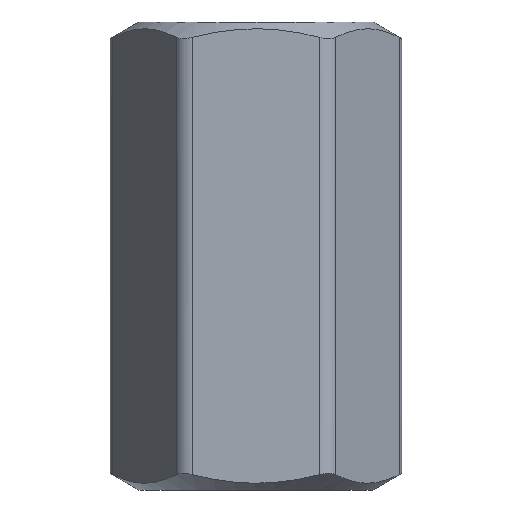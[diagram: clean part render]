
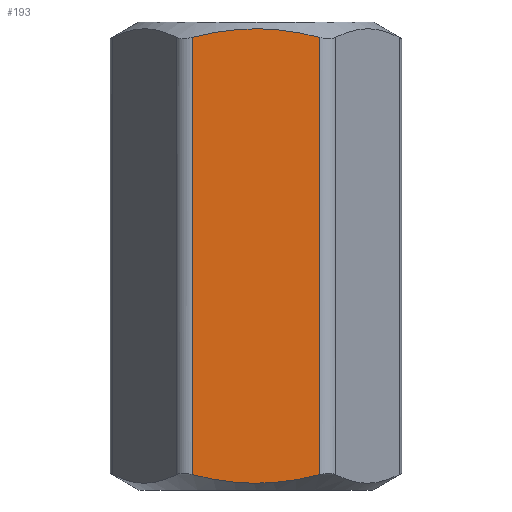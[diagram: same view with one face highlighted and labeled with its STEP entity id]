
A CAD part, left-side view. The second image highlights one B-rep face of the part: STEP entity #193.
In plain terms, the highlighted planar face has unit normal (-1, 0, 0).
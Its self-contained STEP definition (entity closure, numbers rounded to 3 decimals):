
#193=ADVANCED_FACE('',(#344),#346,.T.);
#344=FACE_BOUND('',#345,.T.);
#345=EDGE_LOOP('',(#452,#453,#454,#455));
#346=PLANE('',#347);
#347=AXIS2_PLACEMENT_3D('',#348,#349,#350);
#348=CARTESIAN_POINT('',(-2.75,1.357,-10.));
#349=DIRECTION('',(-1.,0.,0.));
#350=DIRECTION('',(0.,-1.,0.));
#452=ORIENTED_EDGE('',*,*,#490,.T.);
#453=ORIENTED_EDGE('',*,*,#507,.T.);
#454=ORIENTED_EDGE('',*,*,#475,.T.);
#455=ORIENTED_EDGE('',*,*,#506,.F.);
#475=EDGE_CURVE('',#531,#529,#532,.T.);
#490=EDGE_CURVE('',#561,#559,#562,.T.);
#506=EDGE_CURVE('',#561,#529,#582,.T.);
#507=EDGE_CURVE('',#559,#531,#583,.T.);
#529=VERTEX_POINT('',#706);
#531=VERTEX_POINT('',#717);
#532=B_SPLINE_CURVE_WITH_KNOTS('',3,
(#718,#719,#720,#721,#722,#723,#724,#725,#726,#727,#728,#729,#730,#731,#732,#733,
#734,#735,#736,#737,#738,#739,#740,#741,#742,#743,#744,#745,#746,#747,#748,#749),
.UNSPECIFIED.,.F.,.F.,
(4,1,1,1,1,1,1,1,1,1,1,1,1,1,1,1,1,1,1,1,1,1,1,1,1,1,1,1,1,4),
(0.,0.016,0.041,0.082,0.143,0.221,
0.307,0.377,0.428,0.46,0.49,
0.517,0.545,0.573,0.601,0.638,
0.675,0.711,0.737,0.762,0.787,
0.811,0.841,0.871,0.9,0.92,
0.941,0.961,0.981,1.),
.UNSPECIFIED.);
#559=VERTEX_POINT('',#989);
#561=VERTEX_POINT('',#1000);
#562=B_SPLINE_CURVE_WITH_KNOTS('',3,
(#1001,#1002,#1003,#1004,#1005,#1006,#1007,#1008,#1009,#1010,#1011,#1012,#1013,#1014,
#1015,#1016,#1017,#1018,#1019,#1020,#1021,#1022,#1023,#1024,#1025,#1026,#1027,#1028,
#1029,#1030,#1031,#1032),
.UNSPECIFIED.,.F.,.F.,
(4,1,1,1,1,1,1,1,1,1,1,1,1,1,1,1,1,1,1,1,1,1,1,1,1,1,1,1,1,4),
(0.,0.016,0.041,0.082,0.143,0.221,
0.307,0.377,0.428,0.46,0.49,
0.517,0.545,0.573,0.601,0.638,
0.675,0.711,0.737,0.762,0.787,
0.811,0.841,0.871,0.9,0.92,
0.941,0.961,0.981,1.),
.UNSPECIFIED.);
#582=LINE('',#1162,#1163);
#583=LINE('',#1165,#1166);
#706=CARTESIAN_POINT('',(-2.75,1.357,-0.327));
#717=CARTESIAN_POINT('',(-2.75,-1.357,-0.327));
#718=CARTESIAN_POINT('',(-2.75,-1.357,-0.327));
#719=CARTESIAN_POINT('',(-2.75,-1.342,-0.323));
#720=CARTESIAN_POINT('',(-2.75,-1.306,-0.314));
#721=CARTESIAN_POINT('',(-2.75,-1.233,-0.296));
#722=CARTESIAN_POINT('',(-2.75,-1.12,-0.271));
#723=CARTESIAN_POINT('',(-2.75,-0.959,-0.237));
#724=CARTESIAN_POINT('',(-2.75,-0.756,-0.202));
#725=CARTESIAN_POINT('',(-2.75,-0.543,-0.173));
#726=CARTESIAN_POINT('',(-2.75,-0.354,-0.157));
#727=CARTESIAN_POINT('',(-2.75,-0.214,-0.149));
#728=CARTESIAN_POINT('',(-2.75,-0.111,-0.145));
#729=CARTESIAN_POINT('',(-2.75,-0.029,-0.144));
#730=CARTESIAN_POINT('',(-2.75,0.048,-0.144));
#731=CARTESIAN_POINT('',(-2.75,0.124,-0.146));
#732=CARTESIAN_POINT('',(-2.75,0.201,-0.148));
#733=CARTESIAN_POINT('',(-2.75,0.286,-0.153));
#734=CARTESIAN_POINT('',(-2.75,0.379,-0.159));
#735=CARTESIAN_POINT('',(-2.75,0.479,-0.168));
#736=CARTESIAN_POINT('',(-2.75,0.568,-0.178));
#737=CARTESIAN_POINT('',(-2.75,0.648,-0.188));
#738=CARTESIAN_POINT('',(-2.75,0.716,-0.197));
#739=CARTESIAN_POINT('',(-2.75,0.783,-0.207));
#740=CARTESIAN_POINT('',(-2.75,0.854,-0.219));
#741=CARTESIAN_POINT('',(-2.75,0.93,-0.233));
#742=CARTESIAN_POINT('',(-2.75,1.01,-0.248));
#743=CARTESIAN_POINT('',(-2.75,1.082,-0.263));
#744=CARTESIAN_POINT('',(-2.75,1.144,-0.276));
#745=CARTESIAN_POINT('',(-2.75,1.199,-0.289));
#746=CARTESIAN_POINT('',(-2.75,1.252,-0.301));
#747=CARTESIAN_POINT('',(-2.75,1.305,-0.314));
#748=CARTESIAN_POINT('',(-2.75,1.34,-0.323));
#749=CARTESIAN_POINT('',(-2.75,1.357,-0.327));
#989=CARTESIAN_POINT('',(-2.75,-1.357,-9.673));
#1000=CARTESIAN_POINT('',(-2.75,1.357,-9.673));
#1001=CARTESIAN_POINT('',(-2.75,1.357,-9.673));
#1002=CARTESIAN_POINT('',(-2.75,1.342,-9.677));
#1003=CARTESIAN_POINT('',(-2.75,1.306,-9.686));
#1004=CARTESIAN_POINT('',(-2.75,1.233,-9.704));
#1005=CARTESIAN_POINT('',(-2.75,1.12,-9.729));
#1006=CARTESIAN_POINT('',(-2.75,0.959,-9.763));
#1007=CARTESIAN_POINT('',(-2.75,0.756,-9.798));
#1008=CARTESIAN_POINT('',(-2.75,0.543,-9.827));
#1009=CARTESIAN_POINT('',(-2.75,0.354,-9.843));
#1010=CARTESIAN_POINT('',(-2.75,0.214,-9.851));
#1011=CARTESIAN_POINT('',(-2.75,0.111,-9.855));
#1012=CARTESIAN_POINT('',(-2.75,0.029,-9.856));
#1013=CARTESIAN_POINT('',(-2.75,-0.048,-9.856));
#1014=CARTESIAN_POINT('',(-2.75,-0.124,-9.854));
#1015=CARTESIAN_POINT('',(-2.75,-0.201,-9.852));
#1016=CARTESIAN_POINT('',(-2.75,-0.286,-9.847));
#1017=CARTESIAN_POINT('',(-2.75,-0.379,-9.841));
#1018=CARTESIAN_POINT('',(-2.75,-0.479,-9.832));
#1019=CARTESIAN_POINT('',(-2.75,-0.568,-9.822));
#1020=CARTESIAN_POINT('',(-2.75,-0.648,-9.812));
#1021=CARTESIAN_POINT('',(-2.75,-0.716,-9.803));
#1022=CARTESIAN_POINT('',(-2.75,-0.783,-9.793));
#1023=CARTESIAN_POINT('',(-2.75,-0.854,-9.781));
#1024=CARTESIAN_POINT('',(-2.75,-0.93,-9.767));
#1025=CARTESIAN_POINT('',(-2.75,-1.01,-9.752));
#1026=CARTESIAN_POINT('',(-2.75,-1.082,-9.737));
#1027=CARTESIAN_POINT('',(-2.75,-1.144,-9.724));
#1028=CARTESIAN_POINT('',(-2.75,-1.199,-9.711));
#1029=CARTESIAN_POINT('',(-2.75,-1.252,-9.699));
#1030=CARTESIAN_POINT('',(-2.75,-1.305,-9.686));
#1031=CARTESIAN_POINT('',(-2.75,-1.34,-9.677));
#1032=CARTESIAN_POINT('',(-2.75,-1.357,-9.673));
#1162=CARTESIAN_POINT('',(-2.75,1.357,-9.673));
#1163=VECTOR('',#1164,1.);
#1164=DIRECTION('',(0.,0.,1.));
#1165=CARTESIAN_POINT('',(-2.75,-1.357,-9.673));
#1166=VECTOR('',#1167,1.);
#1167=DIRECTION('',(0.,0.,1.));
